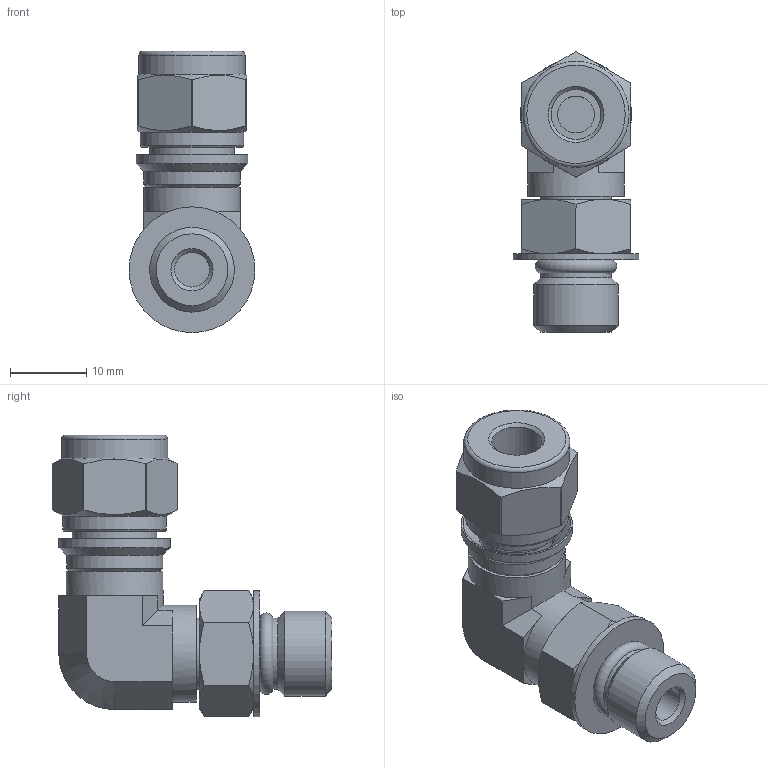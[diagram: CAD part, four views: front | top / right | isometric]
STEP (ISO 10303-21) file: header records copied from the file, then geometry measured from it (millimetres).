
FILE_DESCRIPTION(/* description */ (''),/* implementation_level */ '2;1');
FILE_NAME(/* name */ 'SPMEI-4-4U.stp',/* time_stamp */ '2022-05-31T10:01:09+09:00',/* author */ ('user'),/* organization */ (''),/* preprocessor_version */ 'ST-DEVELOPER v18.1',/* originating_system */ 'Autodesk Inventor 2022',/* authorisation */ '');
FILE_SCHEMA (('AUTOMOTIVE_DESIGN { 1 0 10303 214 3 1 1 }'));
Length unit declared in the file: millimetre
Products named in the file (1): SPME-4-4U
Bounding box: 16.5 x 36.7 x 36.9 mm (x, y, z)
Volume: 6841.7 mm3; surface area: 4222.2 mm2
Topology: 1 solids, 1 shells, 109 faces, 232 edges, 137 vertices
Faces by surface type: plane 58, cone 25, cylinder 23, torus 3
Full cylindrical faces by diameter (mm): 4.53 x1, 4.826 x1, 4.83 x1, 6.55 x1, 9.3 x2, 9.4 x1, 10.1 x1, 11.113 x2, 12.6 x1, 12.7 x2, 13.6 x1, 13.9 x1, 14.6 x1, 16.5 x1
Entity records: 2905 total; most frequent: CARTESIAN_POINT 551, DIRECTION 514, ORIENTED_EDGE 464, EDGE_CURVE 232, AXIS2_PLACEMENT_3D 208, VERTEX_POINT 137, EDGE_LOOP 121, FACE_OUTER_BOUND 109
